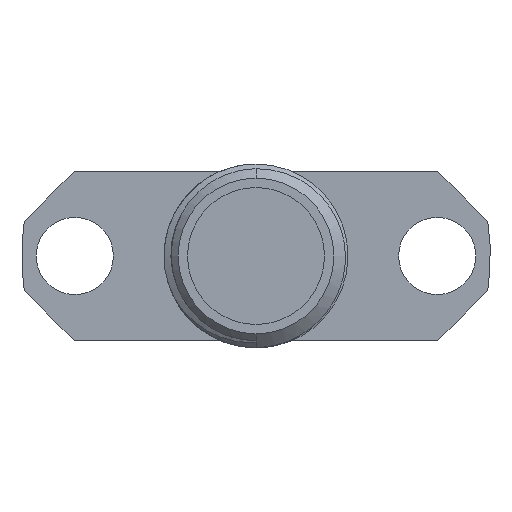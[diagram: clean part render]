
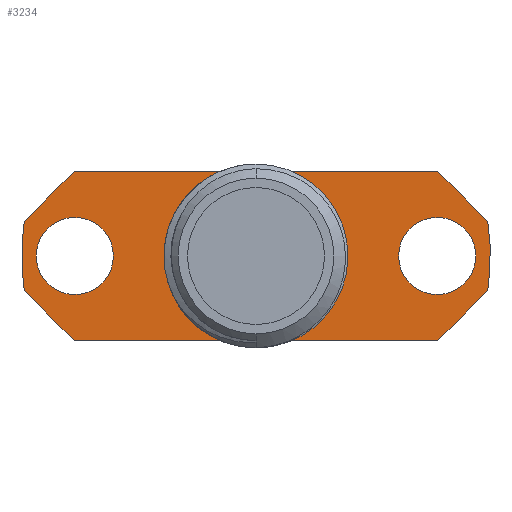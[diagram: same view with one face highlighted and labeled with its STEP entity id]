
A CAD part, left-side view. The second image highlights one B-rep face of the part: STEP entity #3234.
In plain terms, the highlighted planar face has unit normal (-1, 0, 0).
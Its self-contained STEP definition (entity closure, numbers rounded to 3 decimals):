
#49 = DIRECTION ( 'NONE',  ( 0., -0.707, -0.707 ) ) ;
#55 = ORIENTED_EDGE ( 'NONE', *, *, #85, .T. ) ;
#85 = EDGE_CURVE ( 'NONE', #2673, #2617, #1444, .T. ) ;
#110 = CARTESIAN_POINT ( 'NONE',  ( 7.8, 7.813, 1.167 ) ) ;
#111 = CARTESIAN_POINT ( 'NONE',  ( 7.8, 6.11, 0. ) ) ;
#119 = CARTESIAN_POINT ( 'NONE',  ( 7.8, 6.11, 0. ) ) ;
#185 = CARTESIAN_POINT ( 'NONE',  ( 7.8, -7.813, 1.167 ) ) ;
#202 = VECTOR ( 'NONE', #425, 1000. ) ;
#227 = VECTOR ( 'NONE', #448, 1000. ) ;
#229 = VERTEX_POINT ( 'NONE', #3004 ) ;
#237 = CARTESIAN_POINT ( 'NONE',  ( 7.8, -7.813, -1.167 ) ) ;
#255 = FACE_BOUND ( 'NONE', #1385, .T. ) ;
#262 = CIRCLE ( 'NONE', #2993, 1.3 ) ;
#282 = EDGE_CURVE ( 'NONE', #1979, #2418, #1115, .T. ) ;
#283 = EDGE_CURVE ( 'NONE', #1956, #2367, #535, .T. ) ;
#318 = DIRECTION ( 'NONE',  ( 0., 0.707, 0.707 ) ) ;
#320 = VECTOR ( 'NONE', #854, 1000. ) ;
#370 = LINE ( 'NONE', #889, #2462 ) ;
#424 = CIRCLE ( 'NONE', #1443, 7.9 ) ;
#425 = DIRECTION ( 'NONE',  ( 0., -0.707, 0.707 ) ) ;
#448 = DIRECTION ( 'NONE',  ( 0., 1., 0. ) ) ;
#462 = EDGE_CURVE ( 'NONE', #3184, #1956, #1451, .T. ) ;
#497 = DIRECTION ( 'NONE',  ( 0., 0., 1. ) ) ;
#512 = DIRECTION ( 'NONE',  ( -1., 0., 0. ) ) ;
#524 = EDGE_CURVE ( 'NONE', #2617, #3184, #3439, .T. ) ;
#535 = LINE ( 'NONE', #1613, #2925 ) ;
#610 = ORIENTED_EDGE ( 'NONE', *, *, #3405, .F. ) ;
#619 = DIRECTION ( 'NONE',  ( -1., 0., 0. ) ) ;
#621 = ORIENTED_EDGE ( 'NONE', *, *, #2805, .T. ) ;
#638 = ORIENTED_EDGE ( 'NONE', *, *, #1753, .F. ) ;
#812 = FACE_BOUND ( 'NONE', #2519, .T. ) ;
#813 = DIRECTION ( 'NONE',  ( -1., 0., 0. ) ) ;
#845 = DIRECTION ( 'NONE',  ( 0., 0., 1. ) ) ;
#854 = DIRECTION ( 'NONE',  ( 0., 0.707, -0.707 ) ) ;
#865 = CARTESIAN_POINT ( 'NONE',  ( 7.8, 0., 0. ) ) ;
#876 = ORIENTED_EDGE ( 'NONE', *, *, #918, .T. ) ;
#889 = CARTESIAN_POINT ( 'NONE',  ( 7.8, 7.813, -1.167 ) ) ;
#910 = ORIENTED_EDGE ( 'NONE', *, *, #3471, .F. ) ;
#918 = EDGE_CURVE ( 'NONE', #3251, #2673, #370, .T. ) ;
#981 = LINE ( 'NONE', #2879, #227 ) ;
#985 = ORIENTED_EDGE ( 'NONE', *, *, #3023, .F. ) ;
#987 = CARTESIAN_POINT ( 'NONE',  ( 7.8, 0., 2.625 ) ) ;
#1017 = ORIENTED_EDGE ( 'NONE', *, *, #1474, .F. ) ;
#1020 = AXIS2_PLACEMENT_3D ( 'NONE', #865, #619, #3276 ) ;
#1023 = EDGE_CURVE ( 'NONE', #2418, #3251, #424, .T. ) ;
#1102 = CARTESIAN_POINT ( 'NONE',  ( 7.8, -6.11, 0. ) ) ;
#1115 = LINE ( 'NONE', #2200, #320 ) ;
#1141 = CARTESIAN_POINT ( 'NONE',  ( 7.8, 0., 0. ) ) ;
#1173 = ORIENTED_EDGE ( 'NONE', *, *, #524, .T. ) ;
#1204 = DIRECTION ( 'NONE',  ( -1., 0., 0. ) ) ;
#1225 = AXIS2_PLACEMENT_3D ( 'NONE', #2017, #2540, #3352 ) ;
#1290 = FACE_OUTER_BOUND ( 'NONE', #2185, .T. ) ;
#1299 = ORIENTED_EDGE ( 'NONE', *, *, #2520, .F. ) ;
#1309 = AXIS2_PLACEMENT_3D ( 'NONE', #119, #1204, #2252 ) ;
#1310 = VERTEX_POINT ( 'NONE', #2961 ) ;
#1321 = PLANE ( 'NONE',  #2503 ) ;
#1385 = EDGE_LOOP ( 'NONE', ( #985, #910 ) ) ;
#1417 = AXIS2_PLACEMENT_3D ( 'NONE', #111, #2584, #1745 ) ;
#1436 = VECTOR ( 'NONE', #1980, 1000. ) ;
#1443 = AXIS2_PLACEMENT_3D ( 'NONE', #2555, #1468, #2251 ) ;
#1444 = LINE ( 'NONE', #3329, #1436 ) ;
#1451 = CIRCLE ( 'NONE', #3435, 7.9 ) ;
#1468 = DIRECTION ( 'NONE',  ( -1., 0., 0. ) ) ;
#1474 = EDGE_CURVE ( 'NONE', #2238, #229, #2287, .T. ) ;
#1613 = CARTESIAN_POINT ( 'NONE',  ( 7.8, -7.813, 1.167 ) ) ;
#1689 = ORIENTED_EDGE ( 'NONE', *, *, #462, .T. ) ;
#1695 = CARTESIAN_POINT ( 'NONE',  ( 7.8, 0., -2.625 ) ) ;
#1745 = DIRECTION ( 'NONE',  ( 0., 0., 1. ) ) ;
#1753 = EDGE_CURVE ( 'NONE', #3429, #2382, #2306, .T. ) ;
#1836 = DIRECTION ( 'NONE',  ( 0., 0., 1. ) ) ;
#1924 = CIRCLE ( 'NONE', #1020, 2.625 ) ;
#1940 = DIRECTION ( 'NONE',  ( 0., 0., 1. ) ) ;
#1956 = VERTEX_POINT ( 'NONE', #185 ) ;
#1979 = VERTEX_POINT ( 'NONE', #2798 ) ;
#1980 = DIRECTION ( 'NONE',  ( 0., -1., 0. ) ) ;
#2017 = CARTESIAN_POINT ( 'NONE',  ( 7.8, 0., 0. ) ) ;
#2060 = AXIS2_PLACEMENT_3D ( 'NONE', #2443, #813, #497 ) ;
#2159 = FACE_BOUND ( 'NONE', #2237, .T. ) ;
#2185 = EDGE_LOOP ( 'NONE', ( #55, #1173, #1689, #2581, #621, #3037, #2808, #876 ) ) ;
#2200 = CARTESIAN_POINT ( 'NONE',  ( 7.8, 6.13, 2.85 ) ) ;
#2210 = CIRCLE ( 'NONE', #1417, 1.3 ) ;
#2225 = DIRECTION ( 'NONE',  ( -1., 0., 0. ) ) ;
#2237 = EDGE_LOOP ( 'NONE', ( #1299, #1017 ) ) ;
#2238 = VERTEX_POINT ( 'NONE', #2738 ) ;
#2251 = DIRECTION ( 'NONE',  ( 0., 0., 1. ) ) ;
#2252 = DIRECTION ( 'NONE',  ( 0., 0., 1. ) ) ;
#2273 = CARTESIAN_POINT ( 'NONE',  ( 7.8, -6.13, -2.85 ) ) ;
#2287 = CIRCLE ( 'NONE', #2060, 1.3 ) ;
#2306 = CIRCLE ( 'NONE', #1225, 2.625 ) ;
#2367 = VERTEX_POINT ( 'NONE', #3359 ) ;
#2382 = VERTEX_POINT ( 'NONE', #987 ) ;
#2418 = VERTEX_POINT ( 'NONE', #110 ) ;
#2443 = CARTESIAN_POINT ( 'NONE',  ( 7.8, -6.11, 0. ) ) ;
#2462 = VECTOR ( 'NONE', #49, 1000. ) ;
#2503 = AXIS2_PLACEMENT_3D ( 'NONE', #3485, #512, #1836 ) ;
#2519 = EDGE_LOOP ( 'NONE', ( #610, #638 ) ) ;
#2520 = EDGE_CURVE ( 'NONE', #229, #2238, #262, .T. ) ;
#2540 = DIRECTION ( 'NONE',  ( -1., 0., 0. ) ) ;
#2555 = CARTESIAN_POINT ( 'NONE',  ( 7.8, 0., 0. ) ) ;
#2581 = ORIENTED_EDGE ( 'NONE', *, *, #283, .T. ) ;
#2584 = DIRECTION ( 'NONE',  ( -1., 0., 0. ) ) ;
#2617 = VERTEX_POINT ( 'NONE', #2273 ) ;
#2673 = VERTEX_POINT ( 'NONE', #3424 ) ;
#2738 = CARTESIAN_POINT ( 'NONE',  ( 7.8, -6.11, -1.3 ) ) ;
#2773 = VERTEX_POINT ( 'NONE', #2932 ) ;
#2798 = CARTESIAN_POINT ( 'NONE',  ( 7.8, 6.13, 2.85 ) ) ;
#2805 = EDGE_CURVE ( 'NONE', #2367, #1979, #981, .T. ) ;
#2808 = ORIENTED_EDGE ( 'NONE', *, *, #1023, .T. ) ;
#2879 = CARTESIAN_POINT ( 'NONE',  ( 7.8, -6.13, 2.85 ) ) ;
#2925 = VECTOR ( 'NONE', #318, 1000. ) ;
#2932 = CARTESIAN_POINT ( 'NONE',  ( 7.8, 6.11, -1.3 ) ) ;
#2959 = CARTESIAN_POINT ( 'NONE',  ( 7.8, 7.813, -1.167 ) ) ;
#2961 = CARTESIAN_POINT ( 'NONE',  ( 7.8, 6.11, 1.3 ) ) ;
#2993 = AXIS2_PLACEMENT_3D ( 'NONE', #1102, #3273, #1940 ) ;
#3004 = CARTESIAN_POINT ( 'NONE',  ( 7.8, -6.11, 1.3 ) ) ;
#3023 = EDGE_CURVE ( 'NONE', #1310, #2773, #3180, .T. ) ;
#3037 = ORIENTED_EDGE ( 'NONE', *, *, #282, .T. ) ;
#3158 = CARTESIAN_POINT ( 'NONE',  ( 7.8, -6.13, -2.85 ) ) ;
#3180 = CIRCLE ( 'NONE', #1309, 1.3 ) ;
#3184 = VERTEX_POINT ( 'NONE', #237 ) ;
#3234 = ADVANCED_FACE ( 'NONE', ( #2159, #255, #812, #1290 ), #1321, .T. ) ;
#3251 = VERTEX_POINT ( 'NONE', #2959 ) ;
#3273 = DIRECTION ( 'NONE',  ( -1., 0., 0. ) ) ;
#3276 = DIRECTION ( 'NONE',  ( 0., 0., 1. ) ) ;
#3329 = CARTESIAN_POINT ( 'NONE',  ( 7.8, 6.13, -2.85 ) ) ;
#3352 = DIRECTION ( 'NONE',  ( 0., 0., 1. ) ) ;
#3359 = CARTESIAN_POINT ( 'NONE',  ( 7.8, -6.13, 2.85 ) ) ;
#3405 = EDGE_CURVE ( 'NONE', #2382, #3429, #1924, .T. ) ;
#3424 = CARTESIAN_POINT ( 'NONE',  ( 7.8, 6.13, -2.85 ) ) ;
#3429 = VERTEX_POINT ( 'NONE', #1695 ) ;
#3435 = AXIS2_PLACEMENT_3D ( 'NONE', #1141, #2225, #845 ) ;
#3439 = LINE ( 'NONE', #3158, #202 ) ;
#3471 = EDGE_CURVE ( 'NONE', #2773, #1310, #2210, .T. ) ;
#3485 = CARTESIAN_POINT ( 'NONE',  ( 7.8, 0., 0. ) ) ;
